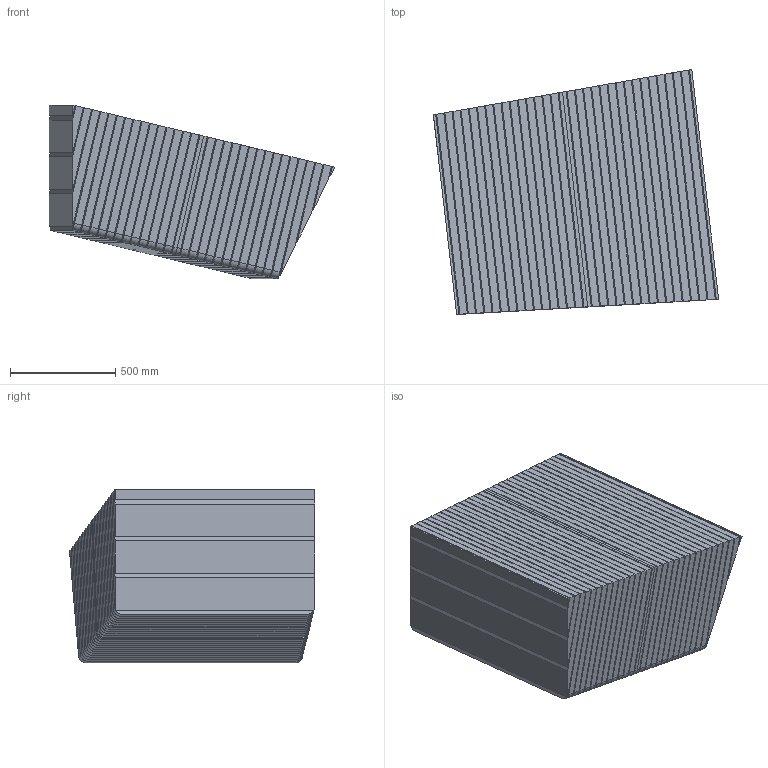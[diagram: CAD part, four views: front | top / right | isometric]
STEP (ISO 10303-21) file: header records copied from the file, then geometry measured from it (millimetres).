
FILE_DESCRIPTION(('FreeCAD Model'),'2;1');
FILE_NAME('detailed_HCLL/step/lithium_lead_sample_envelope_2.step', '2018-02-02T08:53:15',('FreeCAD'),('FreeCAD'), 'Open CASCADE STEP processor 7.1','FreeCAD','Unknown');
FILE_SCHEMA(('AUTOMOTIVE_DESIGN_CC2 { 1 2 10303 214 -1 1 5 4 }'));
Length unit declared in the file: millimetre
Products named in the file (35): Open CASCADE STEP translator 7.1 9; Open CASCADE STEP translator 7.1 9.1; Open CASCADE STEP translator 7.1 9.2; Open CASCADE STEP translator 7.1 9.3; Open CASCADE STEP translator 7.1 9.4; Open CASCADE STEP translator 7.1 9.5; Open CASCADE STEP translator 7.1 9.6; Open CASCADE STEP translator 7.1 9.7; Open CASCADE STEP translator 7.1 9.8; Open CASCADE STEP translator 7.1 9.9; Open CASCADE STEP translator 7.1 9.10; Open CASCADE STEP translator 7.1 9.11; Open CASCADE STEP translator 7.1 9.12; Open CASCADE STEP translator 7.1 9.13; Open CASCADE STEP translator 7.1 9.14; Open CASCADE STEP translator 7.1 9.15; Open CASCADE STEP translator 7.1 9.16; Open CASCADE STEP translator 7.1 9.17; Open CASCADE STEP translator 7.1 9.18; Open CASCADE STEP translator 7.1 9.19; Open CASCADE STEP translator 7.1 9.20; Open CASCADE STEP translator 7.1 9.21; Open CASCADE STEP translator 7.1 9.22; Open CASCADE STEP translator 7.1 9.23; Open CASCADE STEP translator 7.1 9.24; Open CASCADE STEP translator 7.1 9.25; Open CASCADE STEP translator 7.1 9.26; Open CASCADE STEP translator 7.1 9.27; Open CASCADE STEP translator 7.1 9.28; Open CASCADE STEP translator 7.1 9.29; Open CASCADE STEP translator 7.1 9.30; Open CASCADE STEP translator 7.1 9.31; Open CASCADE STEP translator 7.1 9.32; Open CASCADE STEP translator 7.1 9.33; Open CASCADE STEP translator 7.1 9.34
Assembly tree (34 placements, depth 2):
  Open CASCADE STEP translator 7.1 9
    Open CASCADE STEP translator 7.1 9.1
    Open CASCADE STEP translator 7.1 9.2
    Open CASCADE STEP translator 7.1 9.3
    Open CASCADE STEP translator 7.1 9.4
    Open CASCADE STEP translator 7.1 9.5
    Open CASCADE STEP translator 7.1 9.6
    Open CASCADE STEP translator 7.1 9.7
    Open CASCADE STEP translator 7.1 9.8
    Open CASCADE STEP translator 7.1 9.9
    Open CASCADE STEP translator 7.1 9.10
    Open CASCADE STEP translator 7.1 9.11
    Open CASCADE STEP translator 7.1 9.12
    Open CASCADE STEP translator 7.1 9.13
    Open CASCADE STEP translator 7.1 9.14
    Open CASCADE STEP translator 7.1 9.15
    Open CASCADE STEP translator 7.1 9.16
    Open CASCADE STEP translator 7.1 9.17
    Open CASCADE STEP translator 7.1 9.18
    Open CASCADE STEP translator 7.1 9.19
    Open CASCADE STEP translator 7.1 9.20
    Open CASCADE STEP translator 7.1 9.21
    Open CASCADE STEP translator 7.1 9.22
    Open CASCADE STEP translator 7.1 9.23
    Open CASCADE STEP translator 7.1 9.24
    Open CASCADE STEP translator 7.1 9.25
    Open CASCADE STEP translator 7.1 9.26
    Open CASCADE STEP translator 7.1 9.27
    Open CASCADE STEP translator 7.1 9.28
    Open CASCADE STEP translator 7.1 9.29
    Open CASCADE STEP translator 7.1 9.30
    Open CASCADE STEP translator 7.1 9.31
    Open CASCADE STEP translator 7.1 9.32
    Open CASCADE STEP translator 7.1 9.33
    Open CASCADE STEP translator 7.1 9.34
Bounding box: 1356.68 x 1165.31 x 827.28 mm (x, y, z)
Volume: 591629442.9 mm3; surface area: 38898526.9 mm2
Topology: 34 solids, 34 shells, 258 faces, 570 edges, 380 vertices
Faces by surface type: plane 202, cylinder 56
Entity records: 15004 total; most frequent: CARTESIAN_POINT 3979, DIRECTION 1596, ORIENTED_EDGE 1140, PCURVE 1140, DEFINITIONAL_REPRESENTATION 1140, B_SPLINE_CURVE_WITH_KNOTS 812, LINE 674, VECTOR 674
